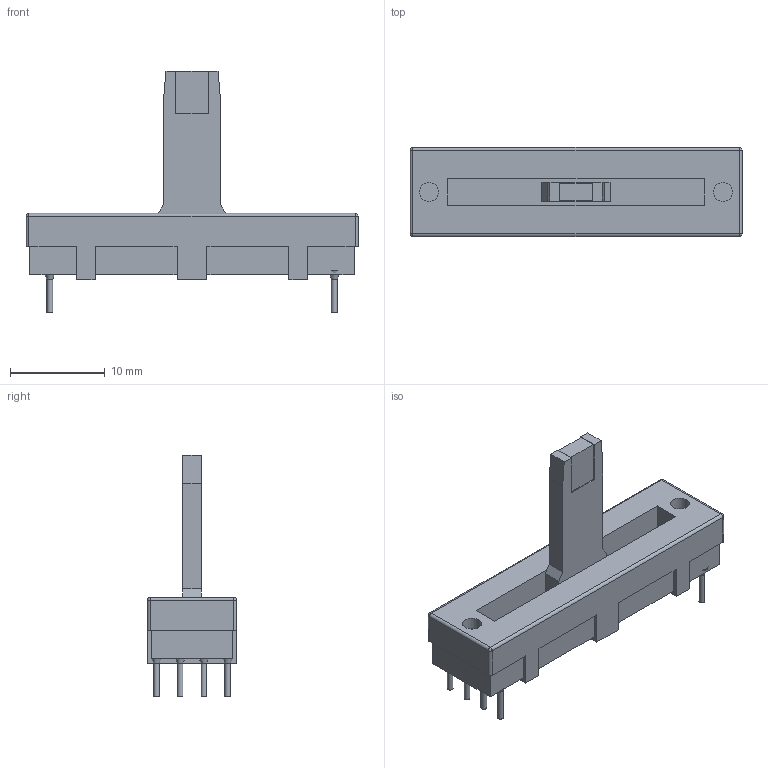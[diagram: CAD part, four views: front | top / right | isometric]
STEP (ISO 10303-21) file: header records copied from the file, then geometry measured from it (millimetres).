
FILE_DESCRIPTION(/* description */ (''),/* implementation_level */ '2;1');
FILE_NAME(/* name */ 'RA2045F-20A-15LC-B10K-C.step',/* time_stamp */ '2020-08-03T18:00:17+02:00',/* author */ (''),/* organization */ (''),/* preprocessor_version */ 'ST-DEVELOPER v18.1',/* originating_system */ 'Autodesk Translation Framework v9.3.0.1241',/* authorisation */ '');
FILE_SCHEMA (('AUTOMOTIVE_DESIGN { 1 0 10303 214 3 1 1 }'));
Length unit declared in the file: millimetre
Products named in the file (1): RA2045F-20A-15LC-B10K-C
Bounding box: 35 x 9.4 x 25.5 mm (x, y, z)
Volume: 2067.1 mm3; surface area: 1878.5 mm2
Topology: 9 solids, 9 shells, 101 faces, 222 edges, 142 vertices
Faces by surface type: plane 75, cylinder 16, cone 6, sphere 4
Full cylindrical faces by diameter (mm): 0.6 x6, 2 x2
Entity records: 2802 total; most frequent: CARTESIAN_POINT 466, DIRECTION 464, ORIENTED_EDGE 444, EDGE_CURVE 222, LINE 184, VECTOR 184, VERTEX_POINT 142, AXIS2_PLACEMENT_3D 140
